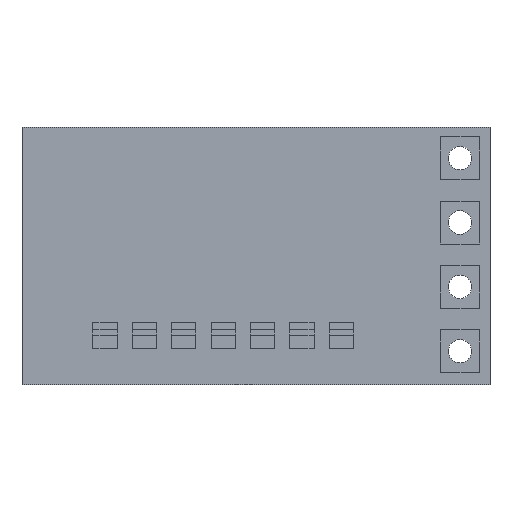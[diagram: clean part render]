
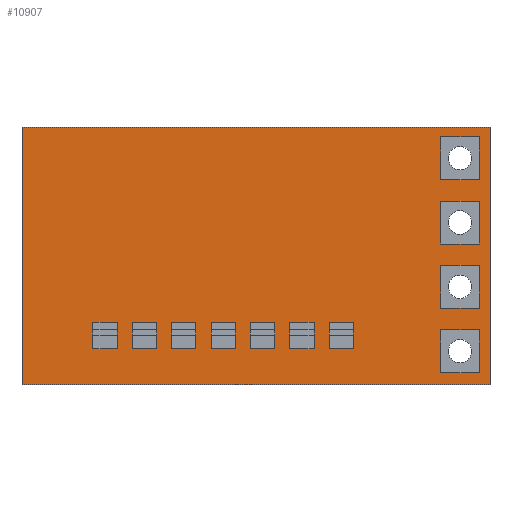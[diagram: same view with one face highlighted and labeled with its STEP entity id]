
A CAD part, front view. The second image highlights one B-rep face of the part: STEP entity #10907.
In plain terms, the highlighted planar face has unit normal (0, -1, 0).
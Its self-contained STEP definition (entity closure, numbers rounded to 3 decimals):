
#455=FACE_BOUND('',#1989,.T.);
#456=FACE_BOUND('',#1990,.T.);
#457=FACE_BOUND('',#1991,.T.);
#458=FACE_BOUND('',#1992,.T.);
#969=PLANE('',#11797);
#1342=FACE_OUTER_BOUND('',#1988,.T.);
#1988=EDGE_LOOP('',(#7917,#7918,#7919,#7920));
#1989=EDGE_LOOP('',(#7921));
#1990=EDGE_LOOP('',(#7922));
#1991=EDGE_LOOP('',(#7923));
#1992=EDGE_LOOP('',(#7924));
#2731=LINE('',#16389,#3655);
#2735=LINE('',#16397,#3659);
#2738=LINE('',#16403,#3662);
#2741=LINE('',#16408,#3665);
#3655=VECTOR('',#13237,10.);
#3659=VECTOR('',#13243,10.);
#3662=VECTOR('',#13248,10.);
#3665=VECTOR('',#13253,10.);
#4472=CIRCLE('',#11782,0.6);
#4474=CIRCLE('',#11785,0.6);
#4476=CIRCLE('',#11788,0.6);
#4478=CIRCLE('',#11791,0.6);
#4994=VERTEX_POINT('',#16365);
#4996=VERTEX_POINT('',#16371);
#4998=VERTEX_POINT('',#16377);
#5000=VERTEX_POINT('',#16383);
#5001=VERTEX_POINT('',#16387);
#5002=VERTEX_POINT('',#16388);
#5005=VERTEX_POINT('',#16396);
#5007=VERTEX_POINT('',#16402);
#6083=EDGE_CURVE('',#4994,#4994,#4472,.F.);
#6086=EDGE_CURVE('',#4996,#4996,#4474,.F.);
#6089=EDGE_CURVE('',#4998,#4998,#4476,.F.);
#6092=EDGE_CURVE('',#5000,#5000,#4478,.F.);
#6093=EDGE_CURVE('',#5001,#5002,#2731,.T.);
#6097=EDGE_CURVE('',#5002,#5005,#2735,.T.);
#6100=EDGE_CURVE('',#5005,#5007,#2738,.T.);
#6103=EDGE_CURVE('',#5007,#5001,#2741,.T.);
#7917=ORIENTED_EDGE('',*,*,#6103,.T.);
#7918=ORIENTED_EDGE('',*,*,#6093,.T.);
#7919=ORIENTED_EDGE('',*,*,#6097,.T.);
#7920=ORIENTED_EDGE('',*,*,#6100,.T.);
#7921=ORIENTED_EDGE('',*,*,#6083,.T.);
#7922=ORIENTED_EDGE('',*,*,#6086,.T.);
#7923=ORIENTED_EDGE('',*,*,#6089,.T.);
#7924=ORIENTED_EDGE('',*,*,#6092,.T.);
#10907=ADVANCED_FACE('',(#1342,#455,#456,#457,#458),#969,.F.);
#11782=AXIS2_PLACEMENT_3D('',#16367,#13212,#13213);
#11785=AXIS2_PLACEMENT_3D('',#16373,#13219,#13220);
#11788=AXIS2_PLACEMENT_3D('',#16379,#13226,#13227);
#11791=AXIS2_PLACEMENT_3D('',#16385,#13233,#13234);
#11797=AXIS2_PLACEMENT_3D('',#16411,#13257,#13258);
#13212=DIRECTION('center_axis',(0.,-1.,0.));
#13213=DIRECTION('ref_axis',(-1.,0.,0.));
#13219=DIRECTION('center_axis',(0.,-1.,0.));
#13220=DIRECTION('ref_axis',(-1.,0.,0.));
#13226=DIRECTION('center_axis',(0.,-1.,0.));
#13227=DIRECTION('ref_axis',(-1.,0.,0.));
#13233=DIRECTION('center_axis',(0.,-1.,0.));
#13234=DIRECTION('ref_axis',(-1.,0.,0.));
#13237=DIRECTION('',(0.,0.,-1.));
#13243=DIRECTION('',(1.,0.,0.));
#13248=DIRECTION('',(0.,0.,1.));
#13253=DIRECTION('',(-1.,0.,0.));
#13257=DIRECTION('center_axis',(0.,1.,0.));
#13258=DIRECTION('ref_axis',(1.,0.,0.));
#16365=CARTESIAN_POINT('',(19.468,0.,4.381));
#16367=CARTESIAN_POINT('Origin',(18.868,0.,4.381));
#16371=CARTESIAN_POINT('',(19.468,0.,7.131));
#16373=CARTESIAN_POINT('Origin',(18.868,0.,7.131));
#16377=CARTESIAN_POINT('',(19.468,0.,1.631));
#16379=CARTESIAN_POINT('Origin',(18.868,0.,1.631));
#16383=CARTESIAN_POINT('',(19.468,0.,9.881));
#16385=CARTESIAN_POINT('Origin',(18.868,0.,9.881));
#16387=CARTESIAN_POINT('',(0.15,0.,11.2));
#16388=CARTESIAN_POINT('',(0.15,0.,0.2));
#16389=CARTESIAN_POINT('',(0.15,0.,11.2));
#16396=CARTESIAN_POINT('',(20.15,0.,0.2));
#16397=CARTESIAN_POINT('',(0.15,0.,0.2));
#16402=CARTESIAN_POINT('',(20.15,0.,11.2));
#16403=CARTESIAN_POINT('',(20.15,0.,0.2));
#16408=CARTESIAN_POINT('',(20.15,0.,11.2));
#16411=CARTESIAN_POINT('Origin',(10.15,0.,5.7));
